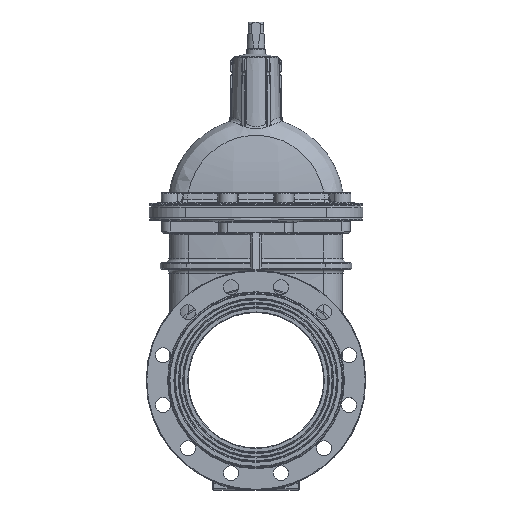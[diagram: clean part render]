
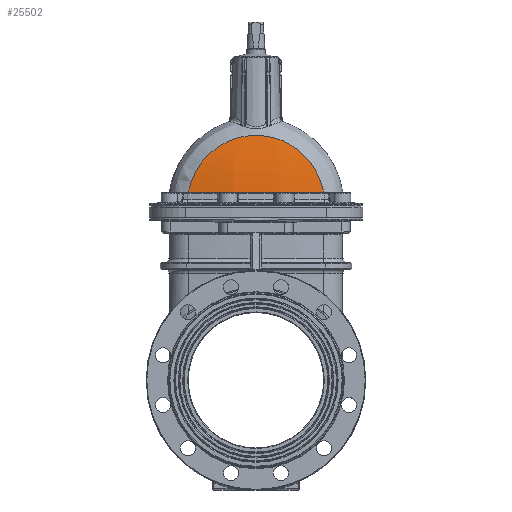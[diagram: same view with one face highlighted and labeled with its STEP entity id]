
A CAD part, front view. The second image highlights one B-rep face of the part: STEP entity #25502.
In plain terms, the highlighted toroidal (fillet/blend) face has major radius 207.843 mm and minor radius 538.657 mm.
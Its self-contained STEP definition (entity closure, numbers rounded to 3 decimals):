
#1879 = B_SPLINE_CURVE_WITH_KNOTS ( 'NONE', 3,
 ( #36550, #11429, #15688, #44969, #19936, #49199, #24158, #53405, #28346, #3179, #32531, #7393, #36721, #11614, #40894, #15873, #45154, #20119, #49380, #24337, #53576, #28525, #3359, #32725, #7572, #36902, #11793, #41081, #16051, #45334, #20296, #49556, #24520, #53754, #28704, #3540, #32904, #7764, #37065, #11980, #41264, #16239, #45518, #20481, #49729, #24689, #53928, #28879, #3712, #33089, #7942, #37245, #12167, #41445, #16421, #45703, #20667, #49923, #24880, #54108, #29055, #3903, #33262, #8129, #37422, #12356, #41632, #16614 ),
 .UNSPECIFIED., .F., .F.,
 ( 4, 2, 2, 2, 2, 2, 2, 2, 2, 2, 2, 2, 2, 2, 2, 2, 2, 2, 2, 2, 2, 2, 2, 2, 2, 2, 2, 2, 2, 2, 2, 2, 2, 4 ),
 ( 0.015, 0.026, 0.031, 0.037, 0.059, 0.07, 0.075, 0.081, 0.103, 0.114, 0.12, 0.125, 0.147, 0.158, 0.161, 0.164, 0.169, 0.192, 0.203, 0.208, 0.214, 0.236, 0.247, 0.25, 0.252, 0.258, 0.28, 0.291, 0.302, 0.324, 0.33, 0.335, 0.346, 0.369 ),
 .UNSPECIFIED. ) ;
#3179 = CARTESIAN_POINT ( 'NONE',  ( 107.434, -53.982, 391.351 ) ) ;
#3359 = CARTESIAN_POINT ( 'NONE',  ( 64.641, -52.564, 433.734 ) ) ;
#3540 = CARTESIAN_POINT ( 'NONE',  ( -3.726, -51.622, 451.8 ) ) ;
#3712 = CARTESIAN_POINT ( 'NONE',  ( -57.628, -52.376, 437.662 ) ) ;
#3903 = CARTESIAN_POINT ( 'NONE',  ( -112.866, -54.152, 381.607 ) ) ;
#6005 = CARTESIAN_POINT ( 'NONE',  ( -124.724, -54.31, 346.973 ) ) ;
#7393 = CARTESIAN_POINT ( 'NONE',  ( 102.281, -53.805, 398.981 ) ) ;
#7572 = CARTESIAN_POINT ( 'NONE',  ( 50.055, -52.185, 441.52 ) ) ;
#7764 = CARTESIAN_POINT ( 'NONE',  ( -12.941, -51.66, 451.14 ) ) ;
#7942 = CARTESIAN_POINT ( 'NONE',  ( -61.686, -52.482, 435.466 ) ) ;
#8129 = CARTESIAN_POINT ( 'NONE',  ( -116.071, -54.24, 374.913 ) ) ;
#8573 = CIRCLE ( 'NONE', #49875, 746.306 ) ;
#10237 = FACE_OUTER_BOUND ( 'NONE', #48918, .T. ) ;
#10538 = EDGE_CURVE ( 'NONE', #34508, #30919, #8573, .T. ) ;
#11429 = CARTESIAN_POINT ( 'NONE',  ( 124.022, -54.33, 350.593 ) ) ;
#11614 = CARTESIAN_POINT ( 'NONE',  ( 98.929, -53.687, 403.421 ) ) ;
#11793 = CARTESIAN_POINT ( 'NONE',  ( 36.234, -51.922, 446.459 ) ) ;
#11980 = CARTESIAN_POINT ( 'NONE',  ( -18.46, -51.701, 450.436 ) ) ;
#12167 = CARTESIAN_POINT ( 'NONE',  ( -75.579, -52.887, 426.566 ) ) ;
#12356 = CARTESIAN_POINT ( 'NONE',  ( -121.353, -54.344, 361.199 ) ) ;
#12708 = ORIENTED_EDGE ( 'NONE', *, *, #52784, .T. ) ;
#15688 = CARTESIAN_POINT ( 'NONE',  ( 123.17, -54.339, 354.182 ) ) ;
#15873 = CARTESIAN_POINT ( 'NONE',  ( 91.849, -53.437, 411.947 ) ) ;
#16051 = CARTESIAN_POINT ( 'NONE',  ( 30.877, -51.843, 447.907 ) ) ;
#16239 = CARTESIAN_POINT ( 'NONE',  ( -29.338, -51.81, 448.512 ) ) ;
#16421 = CARTESIAN_POINT ( 'NONE',  ( -86.687, -53.258, 416.926 ) ) ;
#16614 = CARTESIAN_POINT ( 'NONE',  ( -124.724, -54.31, 346.973 ) ) ;
#17472 = CARTESIAN_POINT ( 'NONE',  ( 0., 681.5, 332.5 ) ) ;
#19840 = CARTESIAN_POINT ( 'NONE',  ( 0., 681.5, 346.973 ) ) ;
#19936 = CARTESIAN_POINT ( 'NONE',  ( 121.125, -54.331, 361.291 ) ) ;
#20119 = CARTESIAN_POINT ( 'NONE',  ( 78.294, -52.977, 424.256 ) ) ;
#20296 = CARTESIAN_POINT ( 'NONE',  ( 28.171, -51.806, 448.569 ) ) ;
#20481 = CARTESIAN_POINT ( 'NONE',  ( -46.728, -52.12, 442.747 ) ) ;
#20667 = CARTESIAN_POINT ( 'NONE',  ( -94.395, -53.527, 408.913 ) ) ;
#24060 = DIRECTION ( 'NONE',  ( -1., 0., 0. ) ) ;
#24158 = CARTESIAN_POINT ( 'NONE',  ( 119.352, -54.308, 366.568 ) ) ;
#24337 = CARTESIAN_POINT ( 'NONE',  ( 70.872, -52.745, 429.714 ) ) ;
#24520 = CARTESIAN_POINT ( 'NONE',  ( 23.647, -51.751, 449.544 ) ) ;
#24689 = CARTESIAN_POINT ( 'NONE',  ( -54.314, -52.294, 439.326 ) ) ;
#24880 = CARTESIAN_POINT ( 'NONE',  ( -105.647, -53.925, 394.438 ) ) ;
#25502 = ADVANCED_FACE ( 'NONE', ( #10237 ), #32533, .T. ) ;
#28346 = CARTESIAN_POINT ( 'NONE',  ( 112.962, -54.16, 381.843 ) ) ;
#28525 = CARTESIAN_POINT ( 'NONE',  ( 66.217, -52.608, 432.766 ) ) ;
#28704 = CARTESIAN_POINT ( 'NONE',  ( 7.281, -51.622, 451.806 ) ) ;
#28879 = CARTESIAN_POINT ( 'NONE',  ( -56.806, -52.355, 438.087 ) ) ;
#29055 = CARTESIAN_POINT ( 'NONE',  ( -111.15, -54.101, 384.876 ) ) ;
#30919 = VERTEX_POINT ( 'NONE', #37024 ) ;
#31209 = ORIENTED_EDGE ( 'NONE', *, *, #10538, .T. ) ;
#32531 = CARTESIAN_POINT ( 'NONE',  ( 105.456, -53.915, 394.447 ) ) ;
#32533 = TOROIDAL_SURFACE ( 'NONE', #34910, 207.843, 538.657 ) ;
#32725 = CARTESIAN_POINT ( 'NONE',  ( 56.68, -52.345, 438.389 ) ) ;
#32904 = CARTESIAN_POINT ( 'NONE',  ( -7.406, -51.632, 451.636 ) ) ;
#33089 = CARTESIAN_POINT ( 'NONE',  ( -60.077, -52.439, 436.364 ) ) ;
#33262 = CARTESIAN_POINT ( 'NONE',  ( -113.693, -54.176, 379.948 ) ) ;
#34508 = VERTEX_POINT ( 'NONE', #6005 ) ;
#34910 = AXIS2_PLACEMENT_3D ( 'NONE', #17472, #42318, #50967 ) ;
#36550 = CARTESIAN_POINT ( 'NONE',  ( 124.724, -54.31, 346.973 ) ) ;
#36721 = CARTESIAN_POINT ( 'NONE',  ( 101.187, -53.767, 400.473 ) ) ;
#36902 = CARTESIAN_POINT ( 'NONE',  ( 39.737, -51.983, 445.335 ) ) ;
#37024 = CARTESIAN_POINT ( 'NONE',  ( 124.724, -54.31, 346.973 ) ) ;
#37065 = CARTESIAN_POINT ( 'NONE',  ( -14.791, -51.672, 450.932 ) ) ;
#37245 = CARTESIAN_POINT ( 'NONE',  ( -69.612, -52.701, 430.81 ) ) ;
#37422 = CARTESIAN_POINT ( 'NONE',  ( -117.503, -54.274, 371.514 ) ) ;
#40894 = CARTESIAN_POINT ( 'NONE',  ( 97.771, -53.647, 404.867 ) ) ;
#41081 = CARTESIAN_POINT ( 'NONE',  ( 31.773, -51.856, 447.674 ) ) ;
#41264 = CARTESIAN_POINT ( 'NONE',  ( -20.282, -51.717, 450.148 ) ) ;
#41445 = CARTESIAN_POINT ( 'NONE',  ( -83.98, -53.165, 419.432 ) ) ;
#41632 = CARTESIAN_POINT ( 'NONE',  ( -123.33, -54.35, 354.165 ) ) ;
#42318 = DIRECTION ( 'NONE',  ( 0., 0., -1. ) ) ;
#44969 = CARTESIAN_POINT ( 'NONE',  ( 121.664, -54.335, 359.519 ) ) ;
#45154 = CARTESIAN_POINT ( 'NONE',  ( 86.682, -53.255, 417.146 ) ) ;
#45334 = CARTESIAN_POINT ( 'NONE',  ( 29.076, -51.818, 448.355 ) ) ;
#45518 = CARTESIAN_POINT ( 'NONE',  ( -36.401, -51.918, 446.576 ) ) ;
#45703 = CARTESIAN_POINT ( 'NONE',  ( -91.913, -53.44, 411.648 ) ) ;
#48918 = EDGE_LOOP ( 'NONE', ( #12708, #31209 ) ) ;
#49096 = DIRECTION ( 'NONE',  ( 0., 0., 1. ) ) ;
#49199 = CARTESIAN_POINT ( 'NONE',  ( 119.968, -54.317, 364.817 ) ) ;
#49380 = CARTESIAN_POINT ( 'NONE',  ( 75.391, -52.884, 426.51 ) ) ;
#49556 = CARTESIAN_POINT ( 'NONE',  ( 25.458, -51.772, 449.179 ) ) ;
#49729 = CARTESIAN_POINT ( 'NONE',  ( -50.125, -52.194, 441.315 ) ) ;
#49875 = AXIS2_PLACEMENT_3D ( 'NONE', #19840, #49096, #24060 ) ;
#49923 = CARTESIAN_POINT ( 'NONE',  ( -101.453, -53.777, 400.443 ) ) ;
#50967 = DIRECTION ( 'NONE',  ( -1., 0., 0. ) ) ;
#52784 = EDGE_CURVE ( 'NONE', #30919, #34508, #1879, .T. ) ;
#53405 = CARTESIAN_POINT ( 'NONE',  ( 116.106, -54.248, 375.217 ) ) ;
#53576 = CARTESIAN_POINT ( 'NONE',  ( 69.337, -52.699, 430.753 ) ) ;
#53754 = CARTESIAN_POINT ( 'NONE',  ( 14.578, -51.66, 451.163 ) ) ;
#53928 = CARTESIAN_POINT ( 'NONE',  ( -55.149, -52.314, 438.919 ) ) ;
#54108 = CARTESIAN_POINT ( 'NONE',  ( -110.259, -54.073, 386.489 ) ) ;
